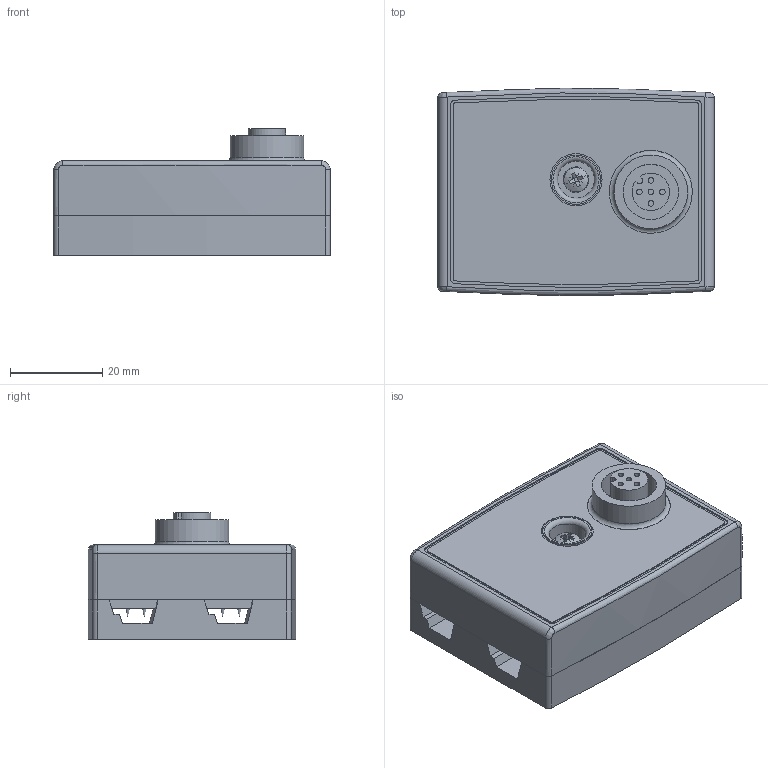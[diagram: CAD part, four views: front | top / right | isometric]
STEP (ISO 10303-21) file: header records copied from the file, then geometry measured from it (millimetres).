
FILE_DESCRIPTION(/* description */ ('Alibre Inc.'),/* implementation_level */ '2;1');
FILE_NAME(/* name */ 'export0',/* time_stamp */ '2018-03-12T13:58:32+01:00',/* author */ (''),/* organization */ (''),/* preprocessor_version */ 'ST-DEVELOPER v14',/* originating_system */ 'Alibre',/* authorisation */ '');
FILE_SCHEMA (('AUTOMOTIVE_DESIGN'));
Length unit declared in the file: millimetre
Products named in the file (6): 2; BENE INOX | 210216-3X30
Bounding box: 60 x 44.97 x 27.4 mm (x, y, z)
Volume: 49443.7 mm3; surface area: 21686.7 mm2
Topology: 5 solids, 6 shells, 239 faces, 569 edges, 370 vertices
Faces by surface type: plane 126, cylinder 43, bspline 32, torus 18, cone 18, sphere 2
Full cylindrical faces by diameter (mm): 1.2 x5, 3 x1, 3.18 x4, 3.5 x2, 8 x1, 10.67 x1, 11.3 x1, 12 x1, 16 x1, 18 x1
Entity records: 9306 total; most frequent: CARTESIAN_POINT 4038, ORIENTED_EDGE 1020, DIRECTION 895, EDGE_CURVE 510, AXIS2_PLACEMENT_3D 385, VERTEX_POINT 361, EDGE_LOOP 341, FACE_BOUND 341
